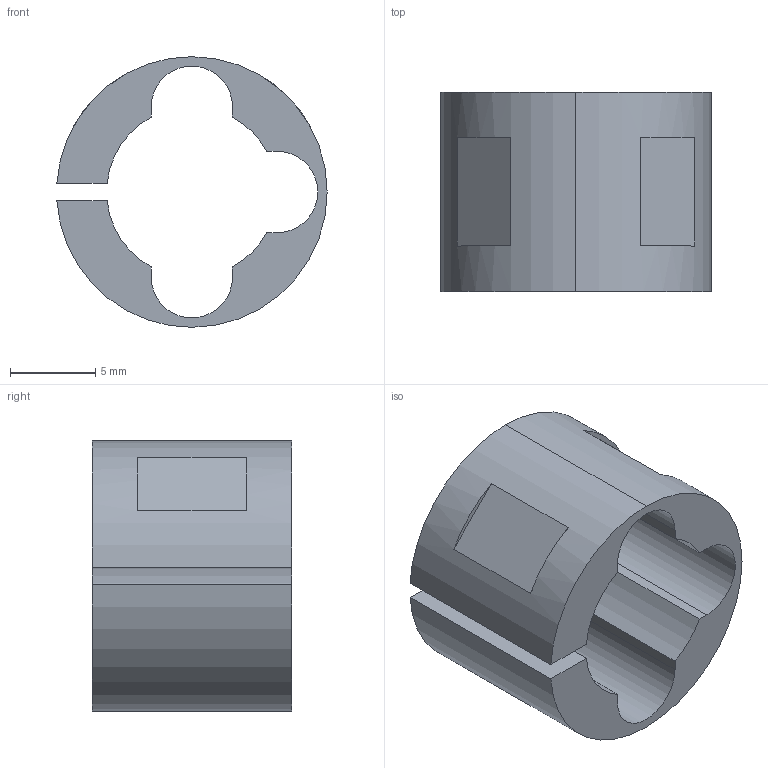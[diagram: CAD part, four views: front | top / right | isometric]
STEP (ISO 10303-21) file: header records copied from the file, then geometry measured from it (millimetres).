
FILE_DESCRIPTION (( 'STEP AP214' ), '1' );
FILE_NAME ('DC-BRS10-10M.STEP', '2015-11-19T19:19:44', ( '' ), ( '' ), 'SwSTEP 2.0', 'SolidWorks 2015', '' );
FILE_SCHEMA (( 'AUTOMOTIVE_DESIGN' ));
Length unit declared in the file: millimetre
Products named in the file (1): DC-BRS10-10M
Bounding box: 15.86 x 11.68 x 15.88 mm (x, y, z)
Volume: 1002.5 mm3; surface area: 1302.3 mm2
Topology: 1 solids, 1 shells, 27 faces, 69 edges, 46 vertices
Faces by surface type: plane 16, cylinder 11
Entity records: 863 total; most frequent: DIRECTION 151, CARTESIAN_POINT 143, ORIENTED_EDGE 138, EDGE_CURVE 69, AXIS2_PLACEMENT_3D 54, VERTEX_POINT 46, LINE 43, VECTOR 43
